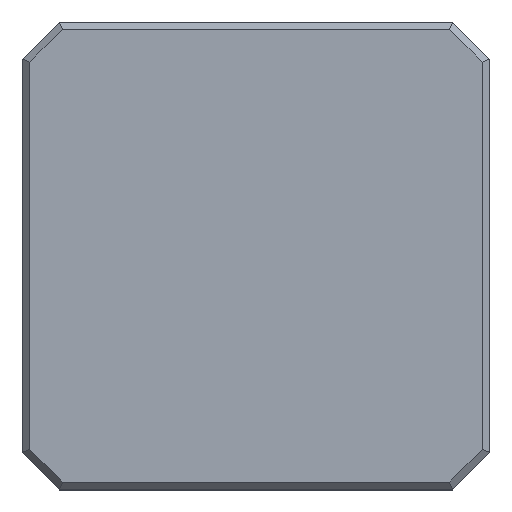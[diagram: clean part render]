
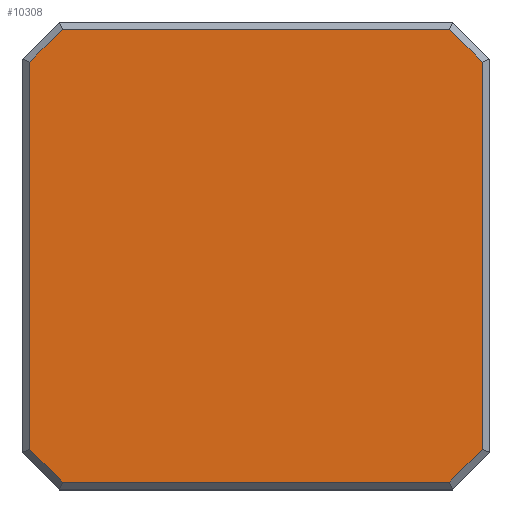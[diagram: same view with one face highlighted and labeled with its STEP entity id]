
A CAD part, top view. The second image highlights one B-rep face of the part: STEP entity #10308.
In plain terms, the highlighted planar face has unit normal (0, 0, 1).
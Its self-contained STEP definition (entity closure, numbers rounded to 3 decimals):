
#169 = DIRECTION ( 'NONE',  ( -0.707, 0.707, 0. ) ) ;
#189 = VERTEX_POINT ( 'NONE', #25440 ) ;
#1263 = VECTOR ( 'NONE', #27479, 1000. ) ;
#1543 = EDGE_CURVE ( 'NONE', #22093, #189, #25239, .T. ) ;
#1871 = VECTOR ( 'NONE', #34468, 1000. ) ;
#3306 = LINE ( 'NONE', #15307, #25196 ) ;
#3360 = DIRECTION ( 'NONE',  ( -1., 0., 0. ) ) ;
#4814 = EDGE_CURVE ( 'NONE', #13579, #11580, #9914, .T. ) ;
#5988 = VECTOR ( 'NONE', #169, 1000. ) ;
#6820 = VECTOR ( 'NONE', #23107, 1000. ) ;
#7073 = VECTOR ( 'NONE', #8364, 1000. ) ;
#7794 = DIRECTION ( 'NONE',  ( 1., 0., 0. ) ) ;
#8271 = EDGE_CURVE ( 'NONE', #11580, #22093, #20182, .T. ) ;
#8364 = DIRECTION ( 'NONE',  ( 1., 0., 0. ) ) ;
#9914 = LINE ( 'NONE', #34278, #20384 ) ;
#9975 = EDGE_CURVE ( 'NONE', #40205, #13579, #29523, .T. ) ;
#10231 = CARTESIAN_POINT ( 'NONE',  ( 26.086, -30.5, 10. ) ) ;
#10308 = ADVANCED_FACE ( 'NONE', ( #17564 ), #34719, .T. ) ;
#10407 = ORIENTED_EDGE ( 'NONE', *, *, #1543, .T. ) ;
#11131 = ORIENTED_EDGE ( 'NONE', *, *, #4814, .T. ) ;
#11550 = CARTESIAN_POINT ( 'NONE',  ( -30.5, 26.086, 10. ) ) ;
#11580 = VERTEX_POINT ( 'NONE', #11550 ) ;
#11585 = EDGE_CURVE ( 'NONE', #189, #14579, #30898, .T. ) ;
#11947 = ORIENTED_EDGE ( 'NONE', *, *, #18570, .T. ) ;
#13579 = VERTEX_POINT ( 'NONE', #18240 ) ;
#14579 = VERTEX_POINT ( 'NONE', #10231 ) ;
#15307 = CARTESIAN_POINT ( 'NONE',  ( 28.293, -28.293, 10. ) ) ;
#16006 = CARTESIAN_POINT ( 'NONE',  ( 28.293, 28.293, 10. ) ) ;
#16522 = AXIS2_PLACEMENT_3D ( 'NONE', #33446, #28401, #7794 ) ;
#17564 = FACE_OUTER_BOUND ( 'NONE', #34601, .T. ) ;
#17605 = VECTOR ( 'NONE', #3360, 1000. ) ;
#18240 = CARTESIAN_POINT ( 'NONE',  ( -26.086, 30.5, 10. ) ) ;
#18570 = EDGE_CURVE ( 'NONE', #26329, #36668, #28165, .T. ) ;
#19892 = LINE ( 'NONE', #16006, #5988 ) ;
#20182 = LINE ( 'NONE', #34173, #1263 ) ;
#20384 = VECTOR ( 'NONE', #30523, 1000. ) ;
#22093 = VERTEX_POINT ( 'NONE', #31287 ) ;
#23107 = DIRECTION ( 'NONE',  ( 0., 1., 0. ) ) ;
#24560 = ORIENTED_EDGE ( 'NONE', *, *, #9975, .T. ) ;
#25196 = VECTOR ( 'NONE', #28060, 1000. ) ;
#25239 = LINE ( 'NONE', #28069, #1871 ) ;
#25373 = EDGE_CURVE ( 'NONE', #36668, #40205, #19892, .T. ) ;
#25440 = CARTESIAN_POINT ( 'NONE',  ( -26.086, -30.5, 10. ) ) ;
#25883 = CARTESIAN_POINT ( 'NONE',  ( 30.5, 0., 10. ) ) ;
#26329 = VERTEX_POINT ( 'NONE', #29913 ) ;
#26656 = ORIENTED_EDGE ( 'NONE', *, *, #11585, .T. ) ;
#27479 = DIRECTION ( 'NONE',  ( 0., -1., 0. ) ) ;
#28060 = DIRECTION ( 'NONE',  ( 0.707, 0.707, 0. ) ) ;
#28069 = CARTESIAN_POINT ( 'NONE',  ( -28.293, -28.293, 10. ) ) ;
#28165 = LINE ( 'NONE', #25883, #6820 ) ;
#28401 = DIRECTION ( 'NONE',  ( 0., 0., 1. ) ) ;
#29293 = CARTESIAN_POINT ( 'NONE',  ( 26.086, 30.5, 10. ) ) ;
#29435 = CARTESIAN_POINT ( 'NONE',  ( 30.5, 26.086, 10. ) ) ;
#29523 = LINE ( 'NONE', #38183, #17605 ) ;
#29655 = ORIENTED_EDGE ( 'NONE', *, *, #8271, .T. ) ;
#29913 = CARTESIAN_POINT ( 'NONE',  ( 30.5, -26.086, 10. ) ) ;
#30189 = CARTESIAN_POINT ( 'NONE',  ( 26.5, -30.5, 10. ) ) ;
#30523 = DIRECTION ( 'NONE',  ( -0.707, -0.707, 0. ) ) ;
#30898 = LINE ( 'NONE', #30189, #7073 ) ;
#31287 = CARTESIAN_POINT ( 'NONE',  ( -30.5, -26.086, 10. ) ) ;
#32506 = ORIENTED_EDGE ( 'NONE', *, *, #25373, .T. ) ;
#33446 = CARTESIAN_POINT ( 'NONE',  ( 0., 0., 10. ) ) ;
#34173 = CARTESIAN_POINT ( 'NONE',  ( -30.5, -26.5, 10. ) ) ;
#34278 = CARTESIAN_POINT ( 'NONE',  ( -28.293, 28.293, 10. ) ) ;
#34468 = DIRECTION ( 'NONE',  ( 0.707, -0.707, 0. ) ) ;
#34601 = EDGE_LOOP ( 'NONE', ( #24560, #11131, #29655, #10407, #26656, #36392, #11947, #32506 ) ) ;
#34719 = PLANE ( 'NONE',  #16522 ) ;
#36392 = ORIENTED_EDGE ( 'NONE', *, *, #36400, .T. ) ;
#36400 = EDGE_CURVE ( 'NONE', #14579, #26329, #3306, .T. ) ;
#36668 = VERTEX_POINT ( 'NONE', #29435 ) ;
#38183 = CARTESIAN_POINT ( 'NONE',  ( 0., 30.5, 10. ) ) ;
#40205 = VERTEX_POINT ( 'NONE', #29293 ) ;
